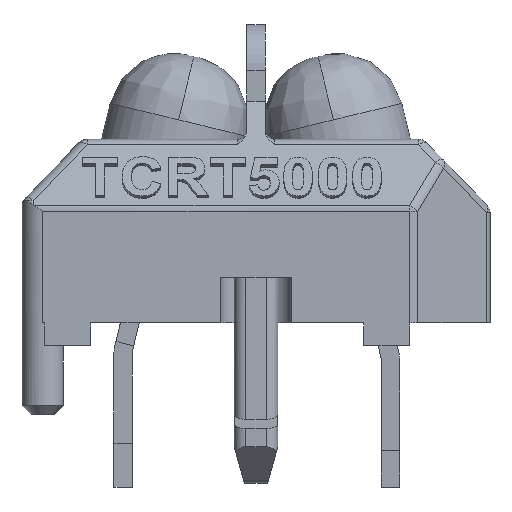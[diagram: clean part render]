
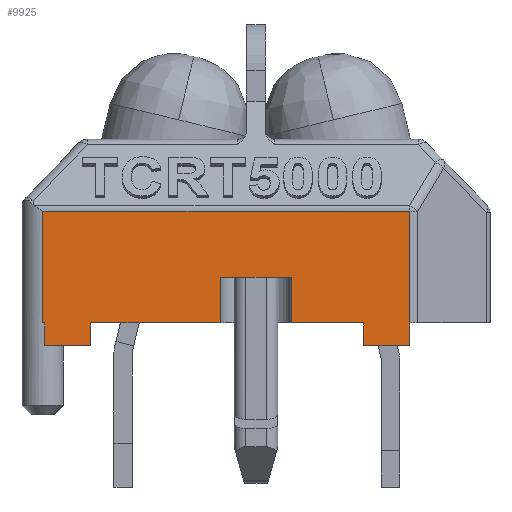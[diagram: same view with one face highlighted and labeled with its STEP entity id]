
A CAD part, front view. The second image highlights one B-rep face of the part: STEP entity #9925.
In plain terms, the highlighted planar face has unit normal (0, -1, 0).
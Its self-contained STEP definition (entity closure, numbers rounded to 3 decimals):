
#805=CARTESIAN_POINT('',(0.225,-2.9,-1.));
#806=VERTEX_POINT('',#805);
#1028=CARTESIAN_POINT('',(-0.225,-2.9,-1.));
#1029=VERTEX_POINT('',#1028);
#1069=CARTESIAN_POINT('',(-0.225,-2.9,-1.));
#1070=DIRECTION('',(1.0,0.0,0.0));
#1071=VECTOR('',#1070,0.45);
#1072=LINE('',#1069,#1071);
#1073=EDGE_CURVE('',#1029,#806,#1072,.T.);
#1544=CARTESIAN_POINT('',(-0.775,-2.9,-1.));
#1545=VERTEX_POINT('',#1544);
#1546=CARTESIAN_POINT('',(-0.775,-2.9,-1.));
#1547=DIRECTION('',(1.0,0.0,0.0));
#1548=VECTOR('',#1547,0.55);
#1549=LINE('',#1546,#1548);
#1550=EDGE_CURVE('',#1545,#1029,#1549,.T.);
#1586=CARTESIAN_POINT('',(0.775,-2.9,-1.));
#1587=VERTEX_POINT('',#1586);
#1594=CARTESIAN_POINT('',(0.225,-2.9,-1.));
#1595=DIRECTION('',(1.0,0.0,0.0));
#1596=VECTOR('',#1595,0.55);
#1597=LINE('',#1594,#1596);
#1598=EDGE_CURVE('',#806,#1587,#1597,.T.);
#1610=CARTESIAN_POINT('',(-0.775,-2.9,-2.));
#1611=VERTEX_POINT('',#1610);
#1612=CARTESIAN_POINT('',(-0.775,-2.9,-2.));
#1613=DIRECTION('',(0.0,0.0,1.0));
#1614=VECTOR('',#1613,1.);
#1615=LINE('',#1612,#1614);
#1616=EDGE_CURVE('',#1611,#1545,#1615,.T.);
#1716=CARTESIAN_POINT('',(0.775,-2.9,-2.));
#1717=VERTEX_POINT('',#1716);
#1724=CARTESIAN_POINT('',(0.775,-2.9,-1.));
#1725=DIRECTION('',(0.0,0.0,-1.0));
#1726=VECTOR('',#1725,1.);
#1727=LINE('',#1724,#1726);
#1728=EDGE_CURVE('',#1587,#1717,#1727,.T.);
#1943=CARTESIAN_POINT('',(-3.6,-2.9,-2.));
#1944=VERTEX_POINT('',#1943);
#1945=CARTESIAN_POINT('',(-0.775,-2.9,-2.));
#1946=DIRECTION('',(-1.0,0.0,0.0));
#1947=VECTOR('',#1946,2.825);
#1948=LINE('',#1945,#1947);
#1949=EDGE_CURVE('',#1611,#1944,#1948,.T.);
#2109=CARTESIAN_POINT('',(3.346,-2.9,-2.0));
#2110=VERTEX_POINT('',#2109);
#2134=CARTESIAN_POINT('',(2.346,-2.9,-2.));
#2135=VERTEX_POINT('',#2134);
#2142=CARTESIAN_POINT('',(2.346,-2.9,-2.));
#2143=DIRECTION('',(-1.0,0.0,0.0));
#2144=VECTOR('',#2143,1.571);
#2145=LINE('',#2142,#2144);
#2146=EDGE_CURVE('',#2135,#1717,#2145,.T.);
#2238=CARTESIAN_POINT('',(3.346,-2.9,-2.5));
#2239=VERTEX_POINT('',#2238);
#2255=CARTESIAN_POINT('',(3.346,-2.9,-2.0));
#2256=DIRECTION('',(0.0,0.0,-1.0));
#2257=VECTOR('',#2256,0.5);
#2258=LINE('',#2255,#2257);
#2259=EDGE_CURVE('',#2110,#2239,#2258,.T.);
#2293=CARTESIAN_POINT('',(2.346,-2.9,-2.5));
#2294=VERTEX_POINT('',#2293);
#2301=CARTESIAN_POINT('',(2.346,-2.9,-2.));
#2302=DIRECTION('',(0.0,0.0,-1.0));
#2303=VECTOR('',#2302,0.5);
#2304=LINE('',#2301,#2303);
#2305=EDGE_CURVE('',#2135,#2294,#2304,.T.);
#2317=CARTESIAN_POINT('',(2.346,-2.9,-2.5));
#2318=DIRECTION('',(1.0,0.0,0.0));
#2319=VECTOR('',#2318,1.);
#2320=LINE('',#2317,#2319);
#2321=EDGE_CURVE('',#2294,#2239,#2320,.T.);
#2344=CARTESIAN_POINT('',(-4.6,-2.9,-2.5));
#2345=VERTEX_POINT('',#2344);
#2352=CARTESIAN_POINT('',(-4.6,-2.9,-2.));
#2353=VERTEX_POINT('',#2352);
#2354=CARTESIAN_POINT('',(-4.6,-2.9,-2.));
#2355=DIRECTION('',(0.0,0.0,-1.0));
#2356=VECTOR('',#2355,0.5);
#2357=LINE('',#2354,#2356);
#2358=EDGE_CURVE('',#2353,#2345,#2357,.T.);
#2374=CARTESIAN_POINT('',(-3.6,-2.9,-2.5));
#2375=VERTEX_POINT('',#2374);
#2391=CARTESIAN_POINT('',(-3.6,-2.9,-2.));
#2392=DIRECTION('',(0.0,0.0,-1.0));
#2393=VECTOR('',#2392,0.5);
#2394=LINE('',#2391,#2393);
#2395=EDGE_CURVE('',#1944,#2375,#2394,.T.);
#2425=CARTESIAN_POINT('',(-4.6,-2.9,-2.5));
#2426=DIRECTION('',(1.0,0.0,0.0));
#2427=VECTOR('',#2426,1.);
#2428=LINE('',#2425,#2427);
#2429=EDGE_CURVE('',#2345,#2375,#2428,.T.);
#2604=CARTESIAN_POINT('',(-4.65,-2.9,-2.));
#2605=VERTEX_POINT('',#2604);
#2613=CARTESIAN_POINT('',(-4.65,-2.9,0.431));
#2614=VERTEX_POINT('',#2613);
#2615=CARTESIAN_POINT('',(-4.65,-2.9,0.431));
#2616=DIRECTION('',(0.0,0.0,-1.0));
#2617=VECTOR('',#2616,2.431);
#2618=LINE('',#2615,#2617);
#2619=EDGE_CURVE('',#2614,#2605,#2618,.T.);
#2699=CARTESIAN_POINT('',(-4.6,-2.9,-2.));
#2700=DIRECTION('',(-1.0,0.0,0.0));
#2701=VECTOR('',#2700,0.05);
#2702=LINE('',#2699,#2701);
#2703=EDGE_CURVE('',#2353,#2605,#2702,.T.);
#9243=CARTESIAN_POINT('',(3.346,-2.9,0.431));
#9244=VERTEX_POINT('',#9243);
#9245=CARTESIAN_POINT('',(-4.65,-2.9,0.431));
#9246=DIRECTION('',(1.0,0.0,0.0));
#9247=VECTOR('',#9246,7.996);
#9248=LINE('',#9245,#9247);
#9249=EDGE_CURVE('',#2614,#9244,#9248,.T.);
#9810=CARTESIAN_POINT('',(3.346,-2.9,0.431));
#9811=DIRECTION('',(0.0,0.0,-1.0));
#9812=VECTOR('',#9811,2.431);
#9813=LINE('',#9810,#9812);
#9814=EDGE_CURVE('',#9244,#2110,#9813,.T.);
#9901=CARTESIAN_POINT('',(3.45,-2.9,-2.0));
#9902=DIRECTION('',(0.0,-1.0,0.0));
#9903=DIRECTION('',(0.0,0.0,-1.0));
#9904=AXIS2_PLACEMENT_3D('',#9901,#9902,#9903);
#9905=PLANE('',#9904);
#9906=ORIENTED_EDGE('',*,*,#1728,.T.);
#9907=ORIENTED_EDGE('',*,*,#2146,.F.);
#9908=ORIENTED_EDGE('',*,*,#2305,.T.);
#9909=ORIENTED_EDGE('',*,*,#2321,.T.);
#9910=ORIENTED_EDGE('',*,*,#2259,.F.);
#9911=ORIENTED_EDGE('',*,*,#9814,.F.);
#9912=ORIENTED_EDGE('',*,*,#9249,.F.);
#9913=ORIENTED_EDGE('',*,*,#2619,.T.);
#9914=ORIENTED_EDGE('',*,*,#2703,.F.);
#9915=ORIENTED_EDGE('',*,*,#2358,.T.);
#9916=ORIENTED_EDGE('',*,*,#2429,.T.);
#9917=ORIENTED_EDGE('',*,*,#2395,.F.);
#9918=ORIENTED_EDGE('',*,*,#1949,.F.);
#9919=ORIENTED_EDGE('',*,*,#1616,.T.);
#9920=ORIENTED_EDGE('',*,*,#1550,.T.);
#9921=ORIENTED_EDGE('',*,*,#1073,.T.);
#9922=ORIENTED_EDGE('',*,*,#1598,.T.);
#9923=EDGE_LOOP('',(#9906,#9907,#9908,#9909,#9910,#9911,#9912,#9913,#9914,#9915,#9916,#9917,#9918,#9919,#9920,#9921,#9922));
#9924=FACE_OUTER_BOUND('',#9923,.T.);
#9925=ADVANCED_FACE('',(#9924),#9905,.T.);
